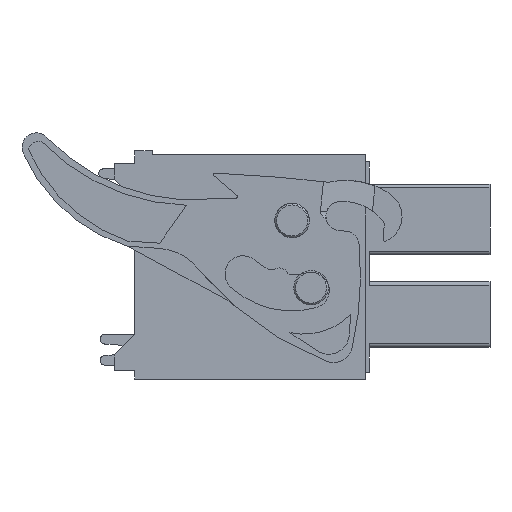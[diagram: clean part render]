
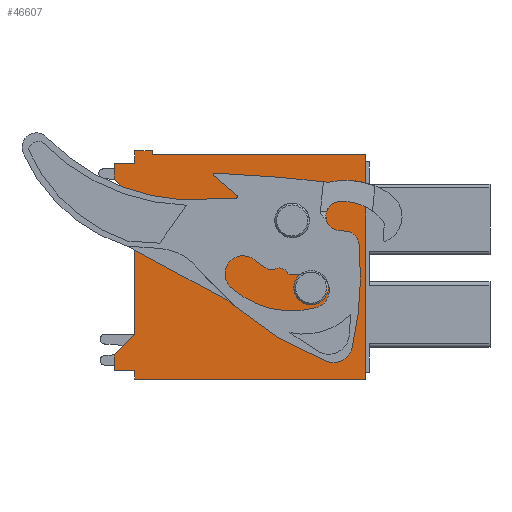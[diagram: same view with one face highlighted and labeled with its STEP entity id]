
A CAD part, left-side view. The second image highlights one B-rep face of the part: STEP entity #46607.
In plain terms, the highlighted planar face has unit normal (-1, 0, 0).
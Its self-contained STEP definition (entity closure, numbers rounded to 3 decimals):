
#968=CIRCLE('',#48900,1.);
#969=CIRCLE('',#48901,1.);
#5102=ORIENTED_EDGE('',*,*,#15677,.T.);
#5103=ORIENTED_EDGE('',*,*,#15678,.T.);
#5104=ORIENTED_EDGE('',*,*,#13837,.F.);
#5105=ORIENTED_EDGE('',*,*,#15679,.T.);
#5106=ORIENTED_EDGE('',*,*,#15680,.F.);
#5107=ORIENTED_EDGE('',*,*,#15681,.T.);
#5108=ORIENTED_EDGE('',*,*,#13872,.F.);
#5109=ORIENTED_EDGE('',*,*,#14161,.T.);
#5110=ORIENTED_EDGE('',*,*,#15668,.T.);
#5111=ORIENTED_EDGE('',*,*,#13592,.F.);
#5112=ORIENTED_EDGE('',*,*,#15682,.T.);
#5113=ORIENTED_EDGE('',*,*,#15683,.T.);
#5114=ORIENTED_EDGE('',*,*,#13964,.F.);
#5115=ORIENTED_EDGE('',*,*,#15684,.F.);
#5116=ORIENTED_EDGE('',*,*,#15685,.T.);
#5117=ORIENTED_EDGE('',*,*,#15686,.T.);
#13592=EDGE_CURVE('',#19581,#19583,#23556,.T.);
#13837=EDGE_CURVE('',#19815,#19816,#23743,.T.);
#13872=EDGE_CURVE('',#19850,#19851,#23778,.T.);
#13964=EDGE_CURVE('',#19942,#19943,#23870,.T.);
#14161=EDGE_CURVE('',#19850,#20095,#24067,.T.);
#15668=EDGE_CURVE('',#20095,#19583,#25389,.T.);
#15677=EDGE_CURVE('',#21006,#21006,#968,.T.);
#15678=EDGE_CURVE('',#21007,#21007,#969,.T.);
#15679=EDGE_CURVE('',#19815,#21008,#25398,.T.);
#15680=EDGE_CURVE('',#21009,#21008,#25399,.T.);
#15681=EDGE_CURVE('',#21009,#19851,#25400,.T.);
#15682=EDGE_CURVE('',#19581,#21010,#25401,.T.);
#15683=EDGE_CURVE('',#21010,#19943,#25402,.T.);
#15684=EDGE_CURVE('',#21011,#19942,#25403,.T.);
#15685=EDGE_CURVE('',#21011,#21012,#25404,.T.);
#15686=EDGE_CURVE('',#21012,#19816,#25405,.T.);
#19581=VERTEX_POINT('',#62163);
#19583=VERTEX_POINT('',#62166);
#19815=VERTEX_POINT('',#62677);
#19816=VERTEX_POINT('',#62679);
#19850=VERTEX_POINT('',#62748);
#19851=VERTEX_POINT('',#62750);
#19942=VERTEX_POINT('',#62933);
#19943=VERTEX_POINT('',#62935);
#20095=VERTEX_POINT('',#63329);
#21006=VERTEX_POINT('',#67723);
#21007=VERTEX_POINT('',#67725);
#21008=VERTEX_POINT('',#67727);
#21009=VERTEX_POINT('',#67729);
#21010=VERTEX_POINT('',#67732);
#21011=VERTEX_POINT('',#67735);
#21012=VERTEX_POINT('',#67737);
#23556=LINE('',#62165,#28700);
#23743=LINE('',#62678,#28887);
#23778=LINE('',#62749,#28922);
#23870=LINE('',#62934,#29014);
#24067=LINE('',#63330,#29211);
#25389=LINE('',#67706,#30533);
#25398=LINE('',#67726,#30542);
#25399=LINE('',#67728,#30543);
#25400=LINE('',#67730,#30544);
#25401=LINE('',#67731,#30545);
#25402=LINE('',#67733,#30546);
#25403=LINE('',#67734,#30547);
#25404=LINE('',#67736,#30548);
#25405=LINE('',#67738,#30549);
#28700=VECTOR('',#51155,1000.);
#28887=VECTOR('',#51528,1000.);
#28922=VECTOR('',#51565,1000.);
#29014=VECTOR('',#51659,1000.);
#29211=VECTOR('',#51948,1000.);
#30533=VECTOR('',#54394,1000.);
#30542=VECTOR('',#54411,1000.);
#30543=VECTOR('',#54412,1000.);
#30544=VECTOR('',#54413,1000.);
#30545=VECTOR('',#54414,1000.);
#30546=VECTOR('',#54415,1000.);
#30547=VECTOR('',#54416,1000.);
#30548=VECTOR('',#54417,1000.);
#30549=VECTOR('',#54418,1000.);
#34501=EDGE_LOOP('',(#5102));
#34502=EDGE_LOOP('',(#5103));
#34503=EDGE_LOOP('',(#5104,#5105,#5106,#5107,#5108,#5109,#5110,#5111,#5112,
#5113,#5114,#5115,#5116,#5117));
#36939=FACE_BOUND('',#34501,.T.);
#36940=FACE_BOUND('',#34502,.T.);
#36941=FACE_BOUND('',#34503,.T.);
#39079=PLANE('',#48899);
#46607=ADVANCED_FACE('',(#36939,#36940,#36941),#39079,.F.);
#48899=AXIS2_PLACEMENT_3D('',#67721,#54405,#54406);
#48900=AXIS2_PLACEMENT_3D('',#67722,#54407,#54408);
#48901=AXIS2_PLACEMENT_3D('',#67724,#54409,#54410);
#51155=DIRECTION('',(0.,-1.,0.));
#51528=DIRECTION('',(0.,0.,1.));
#51565=DIRECTION('',(0.,0.,1.));
#51659=DIRECTION('',(0.,0.,1.));
#51948=DIRECTION('',(0.,-1.,0.));
#54394=DIRECTION('',(0.,0.,1.));
#54405=DIRECTION('',(1.,0.,0.));
#54406=DIRECTION('',(0.,0.,-1.));
#54407=DIRECTION('',(1.,0.,0.));
#54408=DIRECTION('',(0.,0.,-1.));
#54409=DIRECTION('',(1.,0.,0.));
#54410=DIRECTION('',(0.,0.,-1.));
#54411=DIRECTION('',(0.,0.707,-0.707));
#54412=DIRECTION('',(0.,0.,1.));
#54413=DIRECTION('',(0.,-1.,0.));
#54414=DIRECTION('',(0.,0.,1.));
#54415=DIRECTION('',(0.,1.,0.));
#54416=DIRECTION('',(0.,-1.,0.));
#54417=DIRECTION('',(0.,0.,-1.));
#54418=DIRECTION('',(0.,-0.707,-0.707));
#62163=CARTESIAN_POINT('',(-21.4,12.4,6.5));
#62165=CARTESIAN_POINT('',(-21.4,13.4,6.5));
#62166=CARTESIAN_POINT('',(-21.4,0.,6.5));
#62677=CARTESIAN_POINT('',(-21.4,13.4,-3.9));
#62678=CARTESIAN_POINT('',(-21.4,13.4,-6.5));
#62679=CARTESIAN_POINT('',(-21.4,13.4,3.9));
#62748=CARTESIAN_POINT('',(-21.4,13.4,-6.5));
#62749=CARTESIAN_POINT('',(-21.4,13.4,-6.5));
#62750=CARTESIAN_POINT('',(-21.4,13.4,-6.));
#62933=CARTESIAN_POINT('',(-21.4,13.4,6.));
#62934=CARTESIAN_POINT('',(-21.4,13.4,-6.5));
#62935=CARTESIAN_POINT('',(-21.4,13.4,6.75));
#63329=CARTESIAN_POINT('',(-21.4,0.,-6.5));
#63330=CARTESIAN_POINT('',(-21.4,13.4,-6.5));
#67706=CARTESIAN_POINT('',(-21.4,0.,-6.5));
#67721=CARTESIAN_POINT('',(-21.4,13.4,-6.5));
#67722=CARTESIAN_POINT('',(-21.4,4.28,2.7));
#67723=CARTESIAN_POINT('',(-21.4,4.28,1.7));
#67724=CARTESIAN_POINT('',(-21.4,3.18,-1.2));
#67725=CARTESIAN_POINT('',(-21.4,3.18,-2.2));
#67726=CARTESIAN_POINT('',(-21.4,14.6,-5.1));
#67727=CARTESIAN_POINT('',(-21.4,14.6,-5.1));
#67728=CARTESIAN_POINT('',(-21.4,14.6,-6.));
#67729=CARTESIAN_POINT('',(-21.4,14.6,-6.));
#67730=CARTESIAN_POINT('',(-21.4,14.6,-6.));
#67731=CARTESIAN_POINT('',(-21.4,12.4,6.5));
#67732=CARTESIAN_POINT('',(-21.4,12.4,6.75));
#67733=CARTESIAN_POINT('',(-21.4,12.4,6.75));
#67734=CARTESIAN_POINT('',(-21.4,14.6,6.));
#67735=CARTESIAN_POINT('',(-21.4,14.6,6.));
#67736=CARTESIAN_POINT('',(-21.4,14.6,6.));
#67737=CARTESIAN_POINT('',(-21.4,14.6,5.1));
#67738=CARTESIAN_POINT('',(-21.4,13.4,3.9));
